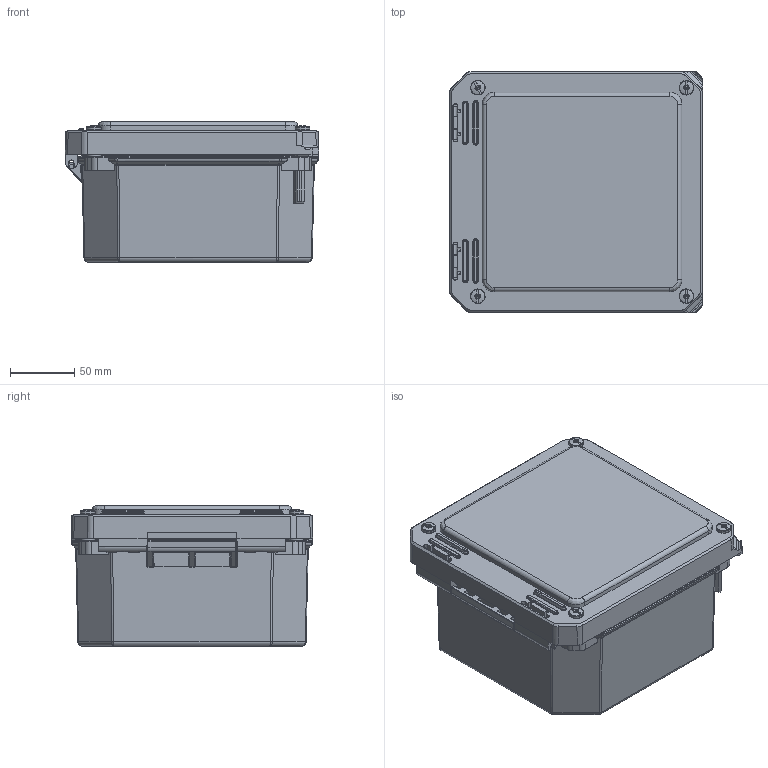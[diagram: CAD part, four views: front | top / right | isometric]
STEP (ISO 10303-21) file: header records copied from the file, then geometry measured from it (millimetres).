
FILE_DESCRIPTION(/* description */ (''),/* implementation_level */ '2;1');
FILE_NAME(/* name */ 'HW-60604SC.stp',/* time_stamp */ '2016-08-23T08:17:38-05:00',/* author */ ('lieb_t'),/* organization */ (''),/* preprocessor_version */ 'ST-DEVELOPER v16.5',/* originating_system */ 'Autodesk Inventor 2017',/* authorisation */ '');
FILE_SCHEMA (('CONFIG_CONTROL_DESIGN'));
Products named in the file (9): DS60604W_STP; DS060604BOX; BRASS INSERT-(; BRASS INSERT-(_1; BRASS INSERT-(_2; DS060604CVR; GA606; O_RING_COVER; COVER SCREW
Assembly tree (23 placements, depth 2):
  DS60604W_STP
    DS060604BOX
    BRASS INSERT-(  x4
    BRASS INSERT-(_1  x4
    BRASS INSERT-(_2  x4
    DS060604CVR
    GA606
    O_RING_COVER  x4
    COVER SCREW  x4
Bounding box: 197.87 x 188.39 x 109.48 mm (x, y, z)
Volume: 618283.7 mm3; surface area: 322752.6 mm2
Topology: 23 solids, 23 shells, 1977 faces, 4916 edges, 2882 vertices
Faces by surface type: cylinder 709, plane 648, bspline 358, torus 142, cone 96, sphere 24
Full cylindrical faces by diameter (mm): 3.48 x2, 3.861 x8, 3.962 x12, 5.055 x4, 5.563 x2, 5.766 x2, 6.248 x12, 6.401 x4, 6.426 x4, 7.938 x2, 11.049 x2, 11.43 x4
Entity records: 70147 total; most frequent: CARTESIAN_POINT 29288, DIRECTION 8665, ORIENTED_EDGE 8384, EDGE_CURVE 4192, AXIS2_PLACEMENT_3D 3360, VERTEX_POINT 2508, LINE 1945, VECTOR 1945
